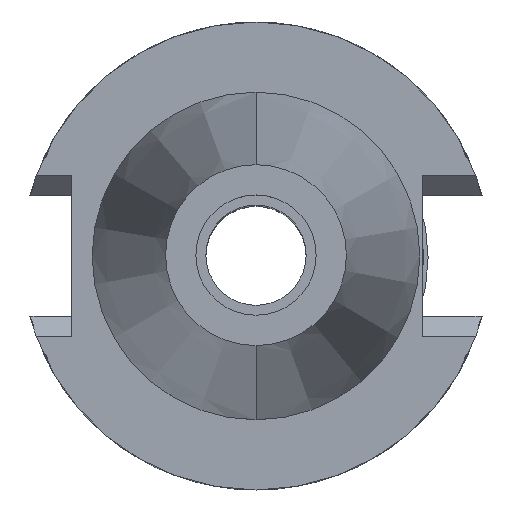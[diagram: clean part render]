
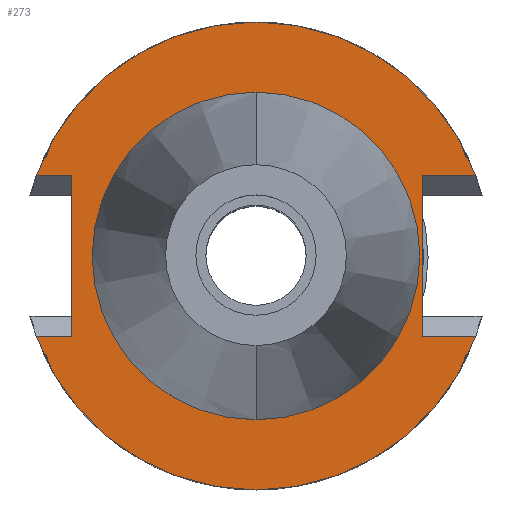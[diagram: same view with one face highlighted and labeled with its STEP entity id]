
A CAD part, top view. The second image highlights one B-rep face of the part: STEP entity #273.
In plain terms, the highlighted planar face has unit normal (0, 0, 1).
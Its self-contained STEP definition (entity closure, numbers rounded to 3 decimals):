
#104 = VERTEX_POINT ( 'NONE', #2474 ) ;
#126 = CARTESIAN_POINT ( 'NONE',  ( 22.57, -10.89, -1. ) ) ;
#187 = FACE_BOUND ( 'NONE', #2034, .T. ) ;
#188 = CARTESIAN_POINT ( 'NONE',  ( 22.57, 10.89, -1. ) ) ;
#201 = CARTESIAN_POINT ( 'NONE',  ( -24.98, 10.89, -1. ) ) ;
#221 = LINE ( 'NONE', #188, #1520 ) ;
#273 = ADVANCED_FACE ( 'NONE', ( #925, #187 ), #1963, .F. ) ;
#290 = CARTESIAN_POINT ( 'NONE',  ( 22.57, 10.89, -1. ) ) ;
#292 = EDGE_CURVE ( 'NONE', #591, #1734, #2908, .T. ) ;
#313 = CIRCLE ( 'NONE', #561, 31.75 ) ;
#358 = DIRECTION ( 'NONE',  ( 1., 0., 0. ) ) ;
#391 = DIRECTION ( 'NONE',  ( 0., 1., 0. ) ) ;
#417 = ORIENTED_EDGE ( 'NONE', *, *, #3044, .F. ) ;
#445 = DIRECTION ( 'NONE',  ( -1., 0., 0. ) ) ;
#453 = VERTEX_POINT ( 'NONE', #1542 ) ;
#548 = CARTESIAN_POINT ( 'NONE',  ( -24.98, 10.89, -1. ) ) ;
#561 = AXIS2_PLACEMENT_3D ( 'NONE', #3054, #1110, #1122 ) ;
#567 = AXIS2_PLACEMENT_3D ( 'NONE', #2388, #2810, #391 ) ;
#591 = VERTEX_POINT ( 'NONE', #611 ) ;
#601 = AXIS2_PLACEMENT_3D ( 'NONE', #1347, #2106, #2837 ) ;
#611 = CARTESIAN_POINT ( 'NONE',  ( -24.98, 10.89, -1. ) ) ;
#623 = EDGE_CURVE ( 'NONE', #1044, #3113, #2806, .T. ) ;
#658 = EDGE_CURVE ( 'NONE', #1889, #2146, #2284, .T. ) ;
#700 = EDGE_CURVE ( 'NONE', #2506, #453, #2131, .T. ) ;
#701 = EDGE_LOOP ( 'NONE', ( #1236, #1078, #417, #2967, #1840, #2948, #2104, #2998 ) ) ;
#777 = AXIS2_PLACEMENT_3D ( 'NONE', #1175, #1227, #3138 ) ;
#802 = VECTOR ( 'NONE', #358, 1000. ) ;
#857 = CARTESIAN_POINT ( 'NONE',  ( 0., 22.225, -1. ) ) ;
#861 = EDGE_CURVE ( 'NONE', #1196, #453, #1754, .T. ) ;
#878 = VECTOR ( 'NONE', #445, 1000. ) ;
#925 = FACE_OUTER_BOUND ( 'NONE', #701, .T. ) ;
#1044 = VERTEX_POINT ( 'NONE', #1080 ) ;
#1078 = ORIENTED_EDGE ( 'NONE', *, *, #700, .F. ) ;
#1080 = CARTESIAN_POINT ( 'NONE',  ( 22.57, -10.89, -1. ) ) ;
#1110 = DIRECTION ( 'NONE',  ( 0., 0., -1. ) ) ;
#1122 = DIRECTION ( 'NONE',  ( 0., -1., 0. ) ) ;
#1133 = DIRECTION ( 'NONE',  ( 0., 0., -1. ) ) ;
#1148 = CIRCLE ( 'NONE', #567, 22.225 ) ;
#1175 = CARTESIAN_POINT ( 'NONE',  ( 0., 0., -1. ) ) ;
#1187 = CARTESIAN_POINT ( 'NONE',  ( 0., 0., -1. ) ) ;
#1196 = VERTEX_POINT ( 'NONE', #2873 ) ;
#1227 = DIRECTION ( 'NONE',  ( 0., 0., -1. ) ) ;
#1228 = CARTESIAN_POINT ( 'NONE',  ( -24.98, -10.89, -1. ) ) ;
#1236 = ORIENTED_EDGE ( 'NONE', *, *, #861, .T. ) ;
#1279 = DIRECTION ( 'NONE',  ( 1., 0., 0. ) ) ;
#1287 = CARTESIAN_POINT ( 'NONE',  ( 29.824, -10.89, -1. ) ) ;
#1347 = CARTESIAN_POINT ( 'NONE',  ( 0., 0., -1. ) ) ;
#1431 = CARTESIAN_POINT ( 'NONE',  ( -24.98, -10.89, -1. ) ) ;
#1520 = VECTOR ( 'NONE', #3175, 1000. ) ;
#1542 = CARTESIAN_POINT ( 'NONE',  ( 29.824, 10.89, -1. ) ) ;
#1646 = DIRECTION ( 'NONE',  ( 0., 1., 0. ) ) ;
#1649 = EDGE_CURVE ( 'NONE', #3113, #104, #313, .T. ) ;
#1734 = VERTEX_POINT ( 'NONE', #1228 ) ;
#1754 = LINE ( 'NONE', #290, #1974 ) ;
#1840 = ORIENTED_EDGE ( 'NONE', *, *, #1910, .T. ) ;
#1854 = EDGE_CURVE ( 'NONE', #1196, #1044, #221, .T. ) ;
#1889 = VERTEX_POINT ( 'NONE', #2409 ) ;
#1910 = EDGE_CURVE ( 'NONE', #1734, #104, #2677, .T. ) ;
#1963 = PLANE ( 'NONE',  #777 ) ;
#1974 = VECTOR ( 'NONE', #1279, 1000. ) ;
#1990 = ORIENTED_EDGE ( 'NONE', *, *, #2507, .F. ) ;
#2013 = ORIENTED_EDGE ( 'NONE', *, *, #658, .F. ) ;
#2034 = EDGE_LOOP ( 'NONE', ( #1990, #2013 ) ) ;
#2094 = LINE ( 'NONE', #548, #2097 ) ;
#2097 = VECTOR ( 'NONE', #2581, 1000. ) ;
#2104 = ORIENTED_EDGE ( 'NONE', *, *, #623, .F. ) ;
#2106 = DIRECTION ( 'NONE',  ( 0., 0., 1. ) ) ;
#2131 = CIRCLE ( 'NONE', #2538, 31.75 ) ;
#2146 = VERTEX_POINT ( 'NONE', #857 ) ;
#2195 = DIRECTION ( 'NONE',  ( 0., -1., 0. ) ) ;
#2259 = VECTOR ( 'NONE', #2195, 1000. ) ;
#2284 = CIRCLE ( 'NONE', #601, 22.225 ) ;
#2388 = CARTESIAN_POINT ( 'NONE',  ( 0., 0., -1. ) ) ;
#2409 = CARTESIAN_POINT ( 'NONE',  ( 0., -22.225, -1. ) ) ;
#2474 = CARTESIAN_POINT ( 'NONE',  ( -29.824, -10.89, -1. ) ) ;
#2506 = VERTEX_POINT ( 'NONE', #2627 ) ;
#2507 = EDGE_CURVE ( 'NONE', #2146, #1889, #1148, .T. ) ;
#2538 = AXIS2_PLACEMENT_3D ( 'NONE', #1187, #1133, #1646 ) ;
#2581 = DIRECTION ( 'NONE',  ( -1., 0., 0. ) ) ;
#2627 = CARTESIAN_POINT ( 'NONE',  ( -29.824, 10.89, -1. ) ) ;
#2677 = LINE ( 'NONE', #1431, #878 ) ;
#2806 = LINE ( 'NONE', #126, #802 ) ;
#2810 = DIRECTION ( 'NONE',  ( 0., 0., 1. ) ) ;
#2837 = DIRECTION ( 'NONE',  ( 0., -1., 0. ) ) ;
#2873 = CARTESIAN_POINT ( 'NONE',  ( 22.57, 10.89, -1. ) ) ;
#2908 = LINE ( 'NONE', #201, #2259 ) ;
#2948 = ORIENTED_EDGE ( 'NONE', *, *, #1649, .F. ) ;
#2967 = ORIENTED_EDGE ( 'NONE', *, *, #292, .T. ) ;
#2998 = ORIENTED_EDGE ( 'NONE', *, *, #1854, .F. ) ;
#3044 = EDGE_CURVE ( 'NONE', #591, #2506, #2094, .T. ) ;
#3054 = CARTESIAN_POINT ( 'NONE',  ( 0., 0., -1. ) ) ;
#3113 = VERTEX_POINT ( 'NONE', #1287 ) ;
#3138 = DIRECTION ( 'NONE',  ( 0., -1., 0. ) ) ;
#3175 = DIRECTION ( 'NONE',  ( 0., -1., 0. ) ) ;
